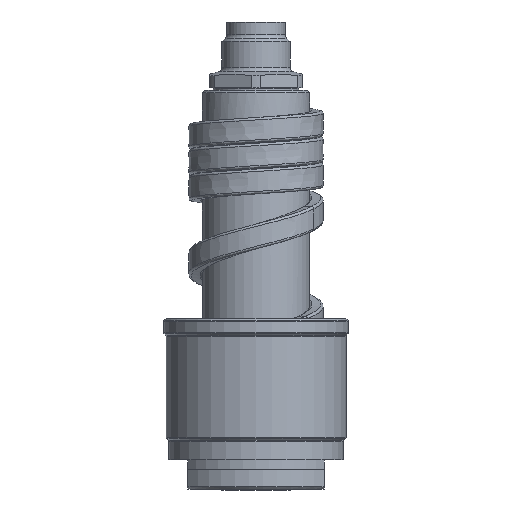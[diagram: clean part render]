
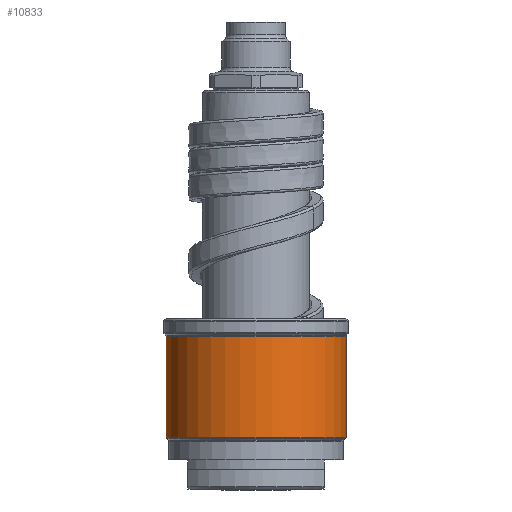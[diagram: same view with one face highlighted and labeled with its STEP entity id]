
A CAD part, front view. The second image highlights one B-rep face of the part: STEP entity #10833.
In plain terms, the highlighted cylindrical face has radius 18.5 mm (diameter 37 mm), a partial arc.
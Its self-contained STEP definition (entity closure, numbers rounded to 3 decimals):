
#3341=CARTESIAN_POINT('',(0.,0.,10.583));
#3342=DIRECTION('',(0.,0.,1.));
#3343=DIRECTION('',(-1.,0.,0.));
#3344=AXIS2_PLACEMENT_3D('',#3341,#3342,#3343);
#3346=DIRECTION('',(0.,0.,-1.));
#3347=VECTOR('',#3346,20.834);
#3348=CARTESIAN_POINT('',(-18.5,0.,31.417));
#3349=LINE('',#3348,#3347);
#3350=CARTESIAN_POINT('',(0.,0.,31.417));
#3351=DIRECTION('',(0.,0.,1.));
#3352=DIRECTION('',(-1.,0.,0.));
#3353=AXIS2_PLACEMENT_3D('',#3350,#3351,#3352);
#3355=DIRECTION('',(0.,0.,-1.));
#3356=VECTOR('',#3355,20.834);
#3357=CARTESIAN_POINT('',(18.5,0.,31.417));
#3358=LINE('',#3357,#3356);
#6017=CARTESIAN_POINT('',(18.5,0.,31.417));
#6018=CARTESIAN_POINT('',(-18.5,0.,31.417));
#6019=VERTEX_POINT('',#6017);
#6020=VERTEX_POINT('',#6018);
#6043=CARTESIAN_POINT('',(18.5,0.,10.583));
#6044=VERTEX_POINT('',#6043);
#6045=CARTESIAN_POINT('',(-18.5,0.,10.583));
#6046=VERTEX_POINT('',#6045);
#10821=CARTESIAN_POINT('',(0.,0.,8.75));
#10822=DIRECTION('',(0.,0.,1.));
#10823=DIRECTION('',(-1.,0.,0.));
#10824=AXIS2_PLACEMENT_3D('',#10821,#10822,#10823);
#10825=CYLINDRICAL_SURFACE('',#10824,18.5);
#10826=ORIENTED_EDGE('',*,*,#8504,.F.);
#10827=ORIENTED_EDGE('',*,*,#8485,.F.);
#10829=ORIENTED_EDGE('',*,*,#10828,.T.);
#10830=ORIENTED_EDGE('',*,*,#8481,.T.);
#10831=EDGE_LOOP('',(#10826,#10827,#10829,#10830));
#10832=FACE_OUTER_BOUND('',#10831,.F.);
#3345=CIRCLE('',#3344,18.5);
#3354=CIRCLE('',#3353,18.5);
#8481=EDGE_CURVE('',#6019,#6044,#3358,.T.);
#8485=EDGE_CURVE('',#6020,#6046,#3349,.T.);
#8504=EDGE_CURVE('',#6046,#6044,#3345,.T.);
#10828=EDGE_CURVE('',#6020,#6019,#3354,.T.);
#10833=ADVANCED_FACE('',(#10832),#10825,.T.);
